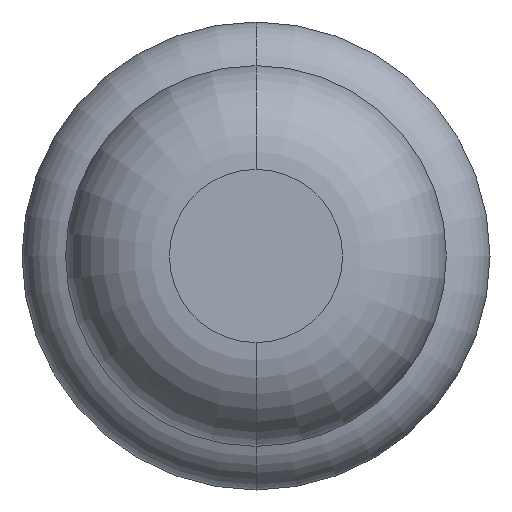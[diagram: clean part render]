
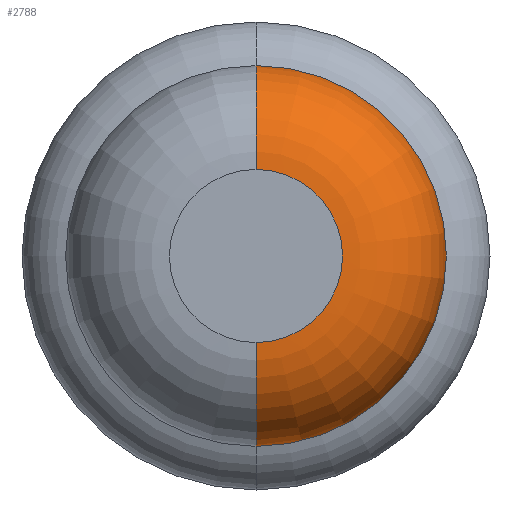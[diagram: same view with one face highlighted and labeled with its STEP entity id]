
A CAD part, front view. The second image highlights one B-rep face of the part: STEP entity #2788.
In plain terms, the highlighted toroidal (fillet/blend) face has major radius 0.375 mm and minor radius 0.45 mm.
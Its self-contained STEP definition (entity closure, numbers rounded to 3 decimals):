
#20 = FACE_OUTER_BOUND ( 'NONE', #2537, .T. ) ;
#23 = CIRCLE ( 'NONE', #2009, 0.375 ) ;
#75 = EDGE_CURVE ( 'NONE', #4799, #4194, #2267, .T. ) ;
#80 = CARTESIAN_POINT ( 'NONE',  ( 0., 0.45, -0.825 ) ) ;
#319 = CARTESIAN_POINT ( 'NONE',  ( 0., 0.45, 0.375 ) ) ;
#423 = CARTESIAN_POINT ( 'NONE',  ( 0., 0., 0. ) ) ;
#498 = ORIENTED_EDGE ( 'NONE', *, *, #4118, .T. ) ;
#526 = DIRECTION ( 'NONE',  ( 0., 0., -1. ) ) ;
#696 = VERTEX_POINT ( 'NONE', #2934 ) ;
#760 = EDGE_CURVE ( 'NONE', #4799, #3514, #2082, .T. ) ;
#880 = ORIENTED_EDGE ( 'NONE', *, *, #1571, .F. ) ;
#1232 = CARTESIAN_POINT ( 'NONE',  ( 0., 0.45, 0. ) ) ;
#1571 = EDGE_CURVE ( 'NONE', #3514, #696, #23, .T. ) ;
#1761 = CIRCLE ( 'NONE', #3690, 0.45 ) ;
#1939 = DIRECTION ( 'NONE',  ( 0., -1., 0. ) ) ;
#2009 = AXIS2_PLACEMENT_3D ( 'NONE', #423, #3840, #2319 ) ;
#2037 = DIRECTION ( 'NONE',  ( 0., 0., -1. ) ) ;
#2082 = CIRCLE ( 'NONE', #4000, 0.45 ) ;
#2267 = CIRCLE ( 'NONE', #2937, 0.825 ) ;
#2319 = DIRECTION ( 'NONE',  ( 0., 0., -1. ) ) ;
#2537 = EDGE_LOOP ( 'NONE', ( #2611, #498, #880, #4847 ) ) ;
#2573 = DIRECTION ( 'NONE',  ( 0., 0., 1. ) ) ;
#2611 = ORIENTED_EDGE ( 'NONE', *, *, #75, .T. ) ;
#2744 = AXIS2_PLACEMENT_3D ( 'NONE', #1232, #2753, #2037 ) ;
#2753 = DIRECTION ( 'NONE',  ( 0., -1., 0. ) ) ;
#2788 = ADVANCED_FACE ( 'NONE', ( #20 ), #4589, .T. ) ;
#2822 = CARTESIAN_POINT ( 'NONE',  ( 0., 0., -0.375 ) ) ;
#2934 = CARTESIAN_POINT ( 'NONE',  ( 0., 0., 0.375 ) ) ;
#2937 = AXIS2_PLACEMENT_3D ( 'NONE', #3527, #1939, #3174 ) ;
#3174 = DIRECTION ( 'NONE',  ( 0., 0., -1. ) ) ;
#3514 = VERTEX_POINT ( 'NONE', #2822 ) ;
#3527 = CARTESIAN_POINT ( 'NONE',  ( 0., 0.45, 0. ) ) ;
#3690 = AXIS2_PLACEMENT_3D ( 'NONE', #319, #4375, #526 ) ;
#3840 = DIRECTION ( 'NONE',  ( 0., -1., 0. ) ) ;
#4000 = AXIS2_PLACEMENT_3D ( 'NONE', #4096, #4867, #2573 ) ;
#4096 = CARTESIAN_POINT ( 'NONE',  ( 0., 0.45, -0.375 ) ) ;
#4118 = EDGE_CURVE ( 'NONE', #4194, #696, #1761, .T. ) ;
#4194 = VERTEX_POINT ( 'NONE', #4736 ) ;
#4375 = DIRECTION ( 'NONE',  ( 1., 0., 0. ) ) ;
#4589 = TOROIDAL_SURFACE ( 'NONE', #2744, 0.375, 0.45 ) ;
#4736 = CARTESIAN_POINT ( 'NONE',  ( 0., 0.45, 0.825 ) ) ;
#4799 = VERTEX_POINT ( 'NONE', #80 ) ;
#4847 = ORIENTED_EDGE ( 'NONE', *, *, #760, .F. ) ;
#4867 = DIRECTION ( 'NONE',  ( -1., 0., 0. ) ) ;
